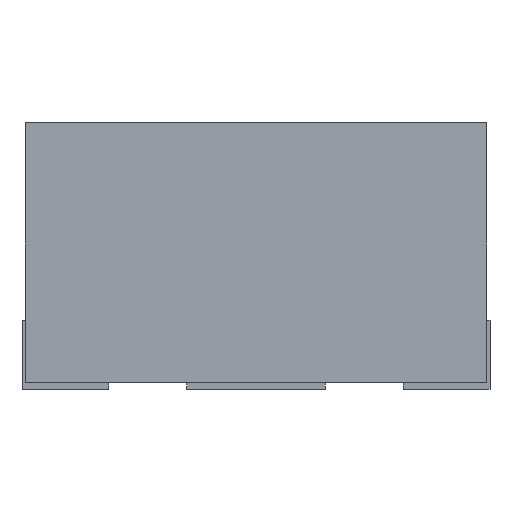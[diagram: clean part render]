
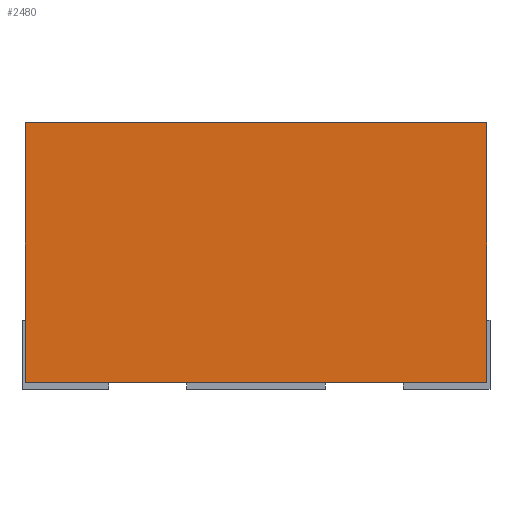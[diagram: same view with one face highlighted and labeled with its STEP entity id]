
A CAD part, front view. The second image highlights one B-rep face of the part: STEP entity #2480.
In plain terms, the highlighted planar face has unit normal (0, -1, 0).
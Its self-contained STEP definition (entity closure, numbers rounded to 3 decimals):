
#13=DIRECTION('',(0.,0.,1.));
#37=CARTESIAN_POINT('',(0.,0.));
#38=VECTOR('',#39,1.);
#39=DIRECTION('',(0.,1.));
#40=( GEOMETRIC_REPRESENTATION_CONTEXT(2) PARAMETRIC_REPRESENTATION_CONTEXT() REPRESENTATION_CONTEXT('2D SPACE','') );
#44=DEFINITIONAL_REPRESENTATION('',(#45),#40);
#45=LINE('',#37,#46);
#46=VECTOR('',#47,1.);
#47=DIRECTION('',(1.,0.));
#107=VECTOR('',#13,1.);
#109=DEFINITIONAL_REPRESENTATION('',(#110),#40);
#110=LINE('',#37,#111);
#111=VECTOR('',#112,1.);
#112=DIRECTION('',(0.,-1.));
#141=PLANE('',#142);
#142=AXIS2_PLACEMENT_3D('',#143,#144,#13);
#143=CARTESIAN_POINT('',(-0.665,1.24,0.02));
#144=DIRECTION('',(1.,0.,0.));
#163=PLANE('',#164);
#164=AXIS2_PLACEMENT_3D('',#143,#13,#165);
#165=DIRECTION('',(0.,-1.,0.));
#282=CARTESIAN_POINT('',(0.665,1.24,0.02));
#293=PLANE('',#294);
#294=AXIS2_PLACEMENT_3D('',#282,#144,#13);
#300=VECTOR('',#144,1.);
#591=VERTEX_POINT('',#592);
#592=CARTESIAN_POINT('',(-0.665,-1.24,0.02));
#593=ORIENTED_EDGE('',*,*,#594,.T.);
#594=EDGE_CURVE('',#591,#595,#597,.T.);
#595=VERTEX_POINT('',#596);
#596=CARTESIAN_POINT('',(0.665,-1.24,0.02));
#597=SURFACE_CURVE('',#598,(#599,#603),.PCURVE_S1.);
#598=LINE('',#592,#300);
#599=PCURVE('',#163,#600);
#600=DEFINITIONAL_REPRESENTATION('',(#601),#40);
#601=LINE('',#602,#38);
#602=CARTESIAN_POINT('',(2.48,0.));
#603=PCURVE('',#604,#109);
#604=PLANE('',#605);
#605=AXIS2_PLACEMENT_3D('',#592,#165,#13);
#1059=CARTESIAN_POINT('',(-0.665,1.24,0.77));
#1066=VERTEX_POINT('',#1067);
#1067=CARTESIAN_POINT('',(-0.665,-1.24,0.77));
#1073=CARTESIAN_POINT('',(0.75,0.));
#1075=PLANE('',#1076);
#1076=AXIS2_PLACEMENT_3D('',#1059,#13,#165);
#1077=ORIENTED_EDGE('',*,*,#1078,.F.);
#1078=EDGE_CURVE('',#591,#1066,#1079,.T.);
#1079=SURFACE_CURVE('',#1080,(#1081,#1085),.PCURVE_S1.);
#1080=LINE('',#592,#107);
#1081=PCURVE('',#141,#1082);
#1082=DEFINITIONAL_REPRESENTATION('',(#1083),#40);
#1083=LINE('',#1084,#46);
#1084=CARTESIAN_POINT('',(0.,2.48));
#1085=PCURVE('',#604,#44);
#1343=DEFINITIONAL_REPRESENTATION('',(#1344),#40);
#1344=LINE('',#1345,#46);
#1345=CARTESIAN_POINT('',(0.,-1.33));
#1348=VERTEX_POINT('',#1349);
#1349=CARTESIAN_POINT('',(0.665,-1.24,0.77));
#1355=EDGE_CURVE('',#595,#1348,#1356,.T.);
#1356=SURFACE_CURVE('',#1357,(#1358,#1359),.PCURVE_S1.);
#1357=LINE('',#596,#107);
#1358=PCURVE('',#293,#1082);
#1359=PCURVE('',#604,#1343);
#1575=DEFINITIONAL_REPRESENTATION('',(#1576),#40);
#1576=LINE('',#1073,#111);
#2480=ADVANCED_FACE('',(#2481),#604,.T.);
#2481=FACE_BOUND('',#2482,.T.);
#2482=EDGE_LOOP('',(#1077,#593,#2483,#2484));
#2483=ORIENTED_EDGE('',*,*,#1355,.T.);
#2484=ORIENTED_EDGE('',*,*,#2485,.F.);
#2485=EDGE_CURVE('',#1066,#1348,#2486,.T.);
#2486=SURFACE_CURVE('',#2487,(#2488,#2489),.PCURVE_S1.);
#2487=LINE('',#1067,#300);
#2488=PCURVE('',#604,#1575);
#2489=PCURVE('',#1075,#600);
